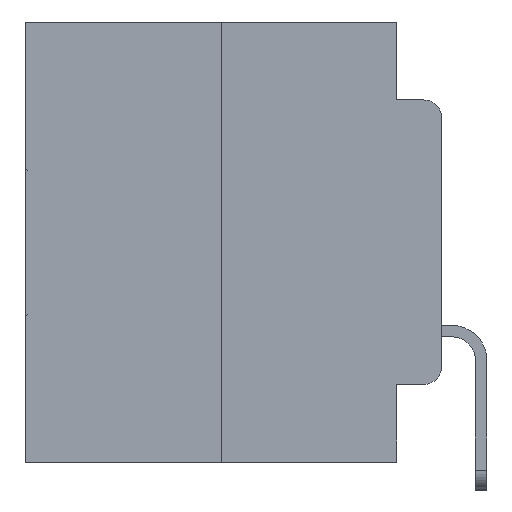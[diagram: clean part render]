
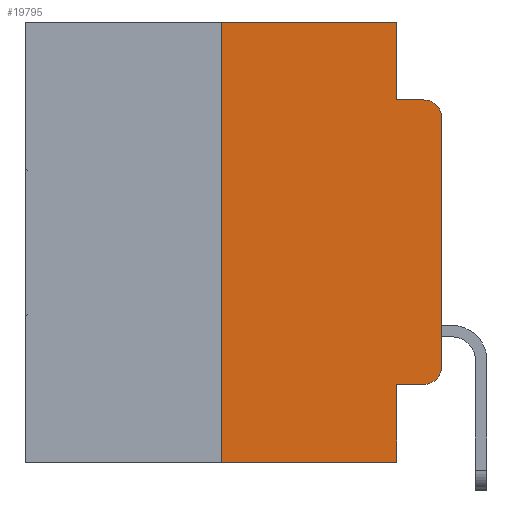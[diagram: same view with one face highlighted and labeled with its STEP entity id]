
A CAD part, left-side view. The second image highlights one B-rep face of the part: STEP entity #19795.
In plain terms, the highlighted planar face has unit normal (-1, 0, 0).
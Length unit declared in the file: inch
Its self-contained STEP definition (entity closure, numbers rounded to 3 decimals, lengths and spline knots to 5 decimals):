
#295 = LINE ( 'NONE', #3179, #11623 ) ;
#790 = CARTESIAN_POINT ( 'NONE',  ( 0., 0.02, -0.4115 ) ) ;
#794 = CARTESIAN_POINT ( 'NONE',  ( 0., 0., 0. ) ) ;
#974 = DIRECTION ( 'NONE',  ( -1., 0., 0. ) ) ;
#1173 = VERTEX_POINT ( 'NONE', #790 ) ;
#2804 = VERTEX_POINT ( 'NONE', #23642 ) ;
#2925 = CARTESIAN_POINT ( 'NONE',  ( 0., 0.473, 0. ) ) ;
#3157 = ORIENTED_EDGE ( 'NONE', *, *, #7394, .T. ) ;
#3179 = CARTESIAN_POINT ( 'NONE',  ( 0., 0.25, 0. ) ) ;
#3209 = CARTESIAN_POINT ( 'NONE',  ( 0., 0.02, -0.3915 ) ) ;
#3281 = DIRECTION ( 'NONE',  ( 0., 0., 1. ) ) ;
#3458 = VECTOR ( 'NONE', #24377, 39.37008 ) ;
#3855 = CIRCLE ( 'NONE', #14902, 0.02 ) ;
#4229 = EDGE_CURVE ( 'NONE', #8296, #18395, #5282, .T. ) ;
#4532 = VECTOR ( 'NONE', #23490, 39.37008 ) ;
#4763 = DIRECTION ( 'NONE',  ( 0., -1., 0. ) ) ;
#4941 = CARTESIAN_POINT ( 'NONE',  ( 0., 0.25, 0. ) ) ;
#4952 = EDGE_CURVE ( 'NONE', #5688, #17244, #15321, .T. ) ;
#5282 = LINE ( 'NONE', #24524, #10536 ) ;
#5518 = DIRECTION ( 'NONE',  ( 0., 0., -1. ) ) ;
#5534 = CARTESIAN_POINT ( 'NONE',  ( 0., 0., -0.1085 ) ) ;
#5688 = VERTEX_POINT ( 'NONE', #14447 ) ;
#6229 = ORIENTED_EDGE ( 'NONE', *, *, #4952, .T. ) ;
#6465 = EDGE_CURVE ( 'NONE', #27182, #1173, #12477, .T. ) ;
#6534 = VERTEX_POINT ( 'NONE', #8785 ) ;
#7171 = VECTOR ( 'NONE', #20791, 39.37008 ) ;
#7394 = EDGE_CURVE ( 'NONE', #1173, #5688, #10724, .T. ) ;
#7894 = LINE ( 'NONE', #18581, #7171 ) ;
#8296 = VERTEX_POINT ( 'NONE', #14135 ) ;
#8785 = CARTESIAN_POINT ( 'NONE',  ( 0., 0.02, -0.0885 ) ) ;
#9044 = CARTESIAN_POINT ( 'NONE',  ( 0., 0.051, 0. ) ) ;
#9095 = ORIENTED_EDGE ( 'NONE', *, *, #16096, .F. ) ;
#9435 = ORIENTED_EDGE ( 'NONE', *, *, #14537, .F. ) ;
#9846 = PLANE ( 'NONE',  #24765 ) ;
#10536 = VECTOR ( 'NONE', #4763, 39.37008 ) ;
#10724 = CIRCLE ( 'NONE', #19489, 0.02 ) ;
#11623 = VECTOR ( 'NONE', #3281, 39.37008 ) ;
#11657 = LINE ( 'NONE', #17709, #28320 ) ;
#11759 = CARTESIAN_POINT ( 'NONE',  ( 0., 0.051, -0.4115 ) ) ;
#11862 = VERTEX_POINT ( 'NONE', #4941 ) ;
#12060 = DIRECTION ( 'NONE',  ( 0., 0., -1. ) ) ;
#12477 = LINE ( 'NONE', #15168, #22699 ) ;
#13339 = VERTEX_POINT ( 'NONE', #18764 ) ;
#14135 = CARTESIAN_POINT ( 'NONE',  ( 0., 0.25, -0.5 ) ) ;
#14289 = DIRECTION ( 'NONE',  ( 0., 0., 1. ) ) ;
#14447 = CARTESIAN_POINT ( 'NONE',  ( 0., 0., -0.3915 ) ) ;
#14455 = CARTESIAN_POINT ( 'NONE',  ( 0., 0.02, -0.1085 ) ) ;
#14537 = EDGE_CURVE ( 'NONE', #8296, #11862, #295, .T. ) ;
#14702 = ORIENTED_EDGE ( 'NONE', *, *, #6465, .T. ) ;
#14902 = AXIS2_PLACEMENT_3D ( 'NONE', #14455, #974, #16652 ) ;
#14991 = ORIENTED_EDGE ( 'NONE', *, *, #15716, .T. ) ;
#15168 = CARTESIAN_POINT ( 'NONE',  ( 0., 0.051, -0.4115 ) ) ;
#15311 = ORIENTED_EDGE ( 'NONE', *, *, #4229, .T. ) ;
#15321 = LINE ( 'NONE', #794, #21088 ) ;
#15716 = EDGE_CURVE ( 'NONE', #17244, #6534, #3855, .T. ) ;
#16096 = EDGE_CURVE ( 'NONE', #27182, #18395, #16358, .T. ) ;
#16358 = LINE ( 'NONE', #27805, #4532 ) ;
#16652 = DIRECTION ( 'NONE',  ( 0., 0., -1. ) ) ;
#17006 = ORIENTED_EDGE ( 'NONE', *, *, #19199, .F. ) ;
#17244 = VERTEX_POINT ( 'NONE', #5534 ) ;
#17351 = EDGE_LOOP ( 'NONE', ( #6229, #14991, #17006, #24894, #26772, #9435, #15311, #9095, #14702, #3157 ) ) ;
#17367 = DIRECTION ( 'NONE',  ( 0., -1., 0. ) ) ;
#17709 = CARTESIAN_POINT ( 'NONE',  ( 0., 0.473, 0. ) ) ;
#18395 = VERTEX_POINT ( 'NONE', #25352 ) ;
#18581 = CARTESIAN_POINT ( 'NONE',  ( 0., 0.051, -0.0885 ) ) ;
#18731 = DIRECTION ( 'NONE',  ( -1., 0., 0. ) ) ;
#18764 = CARTESIAN_POINT ( 'NONE',  ( 0., 0.051, 0. ) ) ;
#19199 = EDGE_CURVE ( 'NONE', #2804, #6534, #7894, .T. ) ;
#19489 = AXIS2_PLACEMENT_3D ( 'NONE', #3209, #18731, #5518 ) ;
#19795 = ADVANCED_FACE ( 'NONE', ( #25694 ), #9846, .F. ) ;
#19885 = DIRECTION ( 'NONE',  ( 0., -1., 0. ) ) ;
#20133 = EDGE_CURVE ( 'NONE', #11862, #13339, #11657, .T. ) ;
#20791 = DIRECTION ( 'NONE',  ( 0., -1., 0. ) ) ;
#21088 = VECTOR ( 'NONE', #14289, 39.37008 ) ;
#22699 = VECTOR ( 'NONE', #17367, 39.37008 ) ;
#23490 = DIRECTION ( 'NONE',  ( 0., 0., -1. ) ) ;
#23642 = CARTESIAN_POINT ( 'NONE',  ( 0., 0.051, -0.0885 ) ) ;
#24377 = DIRECTION ( 'NONE',  ( 0., 0., -1. ) ) ;
#24524 = CARTESIAN_POINT ( 'NONE',  ( 0., 0.473, -0.5 ) ) ;
#24765 = AXIS2_PLACEMENT_3D ( 'NONE', #2925, #25158, #12060 ) ;
#24894 = ORIENTED_EDGE ( 'NONE', *, *, #27915, .F. ) ;
#25158 = DIRECTION ( 'NONE',  ( 1., 0., 0. ) ) ;
#25352 = CARTESIAN_POINT ( 'NONE',  ( 0., 0.051, -0.5 ) ) ;
#25694 = FACE_OUTER_BOUND ( 'NONE', #17351, .T. ) ;
#26772 = ORIENTED_EDGE ( 'NONE', *, *, #20133, .F. ) ;
#26869 = LINE ( 'NONE', #9044, #3458 ) ;
#27182 = VERTEX_POINT ( 'NONE', #11759 ) ;
#27805 = CARTESIAN_POINT ( 'NONE',  ( 0., 0.051, 0. ) ) ;
#27915 = EDGE_CURVE ( 'NONE', #13339, #2804, #26869, .T. ) ;
#28320 = VECTOR ( 'NONE', #19885, 39.37008 ) ;
